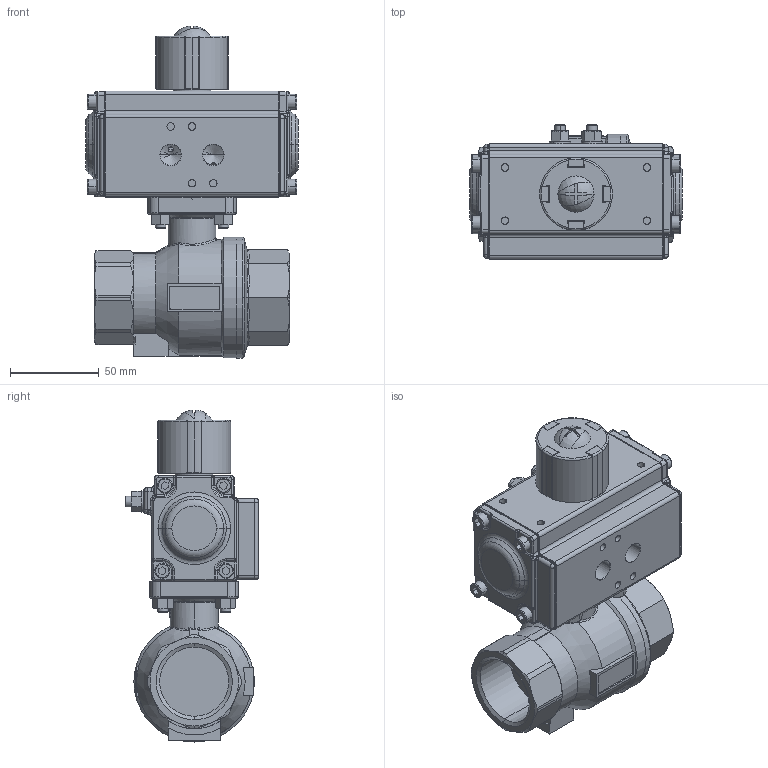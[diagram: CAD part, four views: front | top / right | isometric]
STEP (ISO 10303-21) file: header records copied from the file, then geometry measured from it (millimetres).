
FILE_DESCRIPTION(('HOOPS Exchange Step'),'2;1');
FILE_NAME('PK0200_DN32.stp','2025-04-02T11:50:42+02:00',('nieru'),('Unknown organisation'),'HOOPS Exchange 2024.2','HOOPS Exchange','Unknown authorisation');
FILE_SCHEMA( ('AP203_CONFIGURATION_CONTROLLED_3D_DESIGN_OF_MECHANICAL_PARTS_AND_ASSEMBLIES_MIM_LF') );
Length unit declared in the file: millimetre
Products named in the file (5): 0; root
Assembly tree (4 placements, depth 3):
  root
    0
      0
      0
      0
Bounding box: 120 x 75.5 x 187.15 mm (x, y, z)
Volume: 542444.9 mm3; surface area: 133595.4 mm2
Topology: 34 solids, 34 shells, 1635 faces, 4061 edges, 2509 vertices
Faces by surface type: plane 617, cylinder 497, torus 178, cone 170, bspline 119, sphere 54
Full cylindrical faces by diameter (mm): 5 x5, 6 x4
Entity records: 58720 total; most frequent: CARTESIAN_POINT 21103, ORIENTED_EDGE 8010, DIRECTION 7455, EDGE_CURVE 4005, AXIS2_PLACEMENT_3D 2841, VERTEX_POINT 2511, EDGE_LOOP 1782, FACE_BOUND 1782
